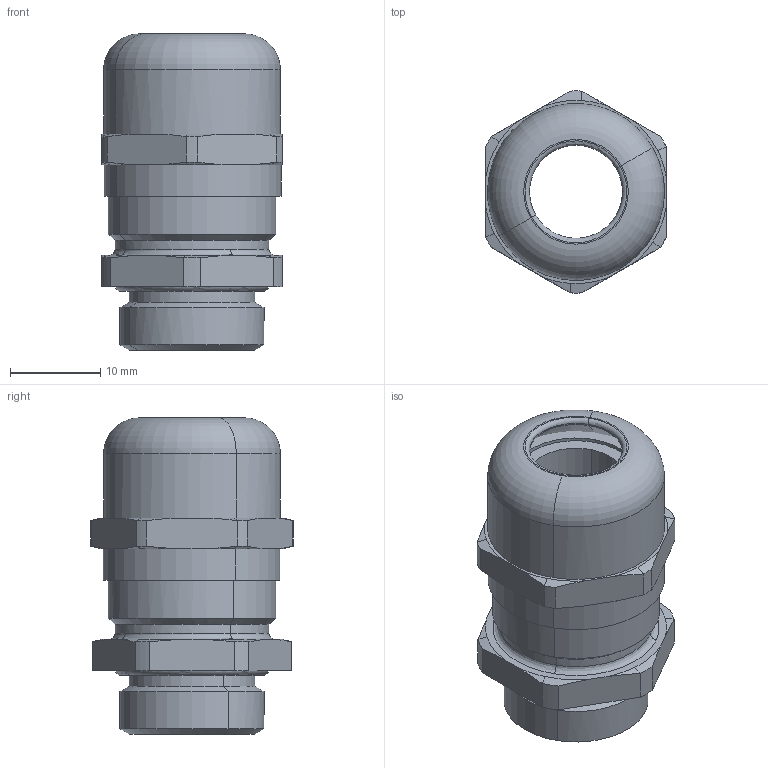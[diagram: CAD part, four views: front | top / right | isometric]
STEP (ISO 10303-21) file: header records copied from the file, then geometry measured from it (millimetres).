
FILE_DESCRIPTION(('CATIA V5R24 STEP','CAx-IF Rec.Pracs.--- Model Styling and Organization---1.2---2011-12-15'),'2;1');
FILE_NAME ('D1458921_0_1909500000_1909500000.stp','2018-03-29T11:45:21+00:00',('none'),('Weidmueller'),'CATIA Version 5-6 Release 2014 SP4 HF52','CATIA V5 STEP AP214','none');
FILE_SCHEMA(('AUTOMOTIVE_DESIGN { 1 0 10303 214 1 1 1 1 }'));
Length unit declared in the file: millimetre
Products named in the file (1): VG_M16_MS
Bounding box: 20 x 22.4 x 35.05 mm (x, y, z)
Volume: 5189.5 mm3; surface area: 7843.7 mm2
Topology: 5 solids, 5 shells, 174 faces, 396 edges, 240 vertices
Faces by surface type: cone 62, cylinder 56, plane 30, torus 22, bspline 4
Entity records: 5431 total; most frequent: CARTESIAN_POINT 1735, ORIENTED_EDGE 792, DIRECTION 634, EDGE_CURVE 396, AXIS2_PLACEMENT_3D 329, VERTEX_POINT 240, EDGE_LOOP 192, ADVANCED_FACE 174
